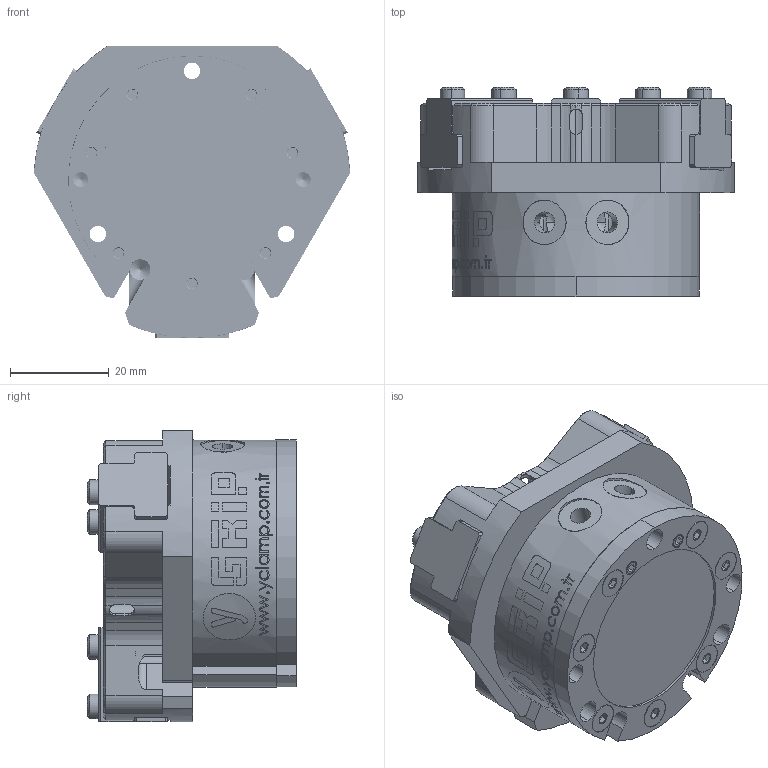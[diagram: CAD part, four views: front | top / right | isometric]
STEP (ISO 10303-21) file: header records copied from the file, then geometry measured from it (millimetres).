
FILE_DESCRIPTION (( 'STEP AP214' ), '1' );
FILE_NAME ('CG1208-37760.STEP', '2026-01-07T10:20:27', ( '' ), ( '' ), 'SwSTEP 2.0', 'SolidWorks 2018', '' );
FILE_SCHEMA (( 'AUTOMOTIVE_DESIGN' ));
Length unit declared in the file: millimetre
Products named in the file (9): 0000037753._VarsayÕlan; 0000037764._VarsayÕlan; 0000037965._VarsayÕlan; CG1208-37760; 0000037751 CG50_VarsayÕlan; 0000037769._VarsayÕlan; 0000041136._VarsayÕlan; 0000054625._92125A130; 0000031911._0000031911
Assembly tree (24 placements, depth 2):
  CG1208-37760
    0000037751 CG50_VarsayÕlan
    0000037769._VarsayÕlan
    0000037753._VarsayÕlan  x3
    0000037764._VarsayÕlan
    0000031911._0000031911  x3
    0000054625._92125A130  x7
    0000041136._VarsayÕlan  x2
    0000037965._VarsayÕlan  x6
Bounding box: 63.94 x 42.34 x 59 mm (x, y, z)
Volume: 78200 mm3; surface area: 32122.6 mm2
Topology: 24 solids, 24 shells, 1266 faces, 3519 edges, 2321 vertices
Faces by surface type: cylinder 578, plane 360, cone 298, bspline 30
Entity records: 28262 total; most frequent: CARTESIAN_POINT 11030, ORIENTED_EDGE 3578, DIRECTION 3199, EDGE_CURVE 1789, VERTEX_POINT 1247, AXIS2_PLACEMENT_3D 1197, LINE 805, VECTOR 805
